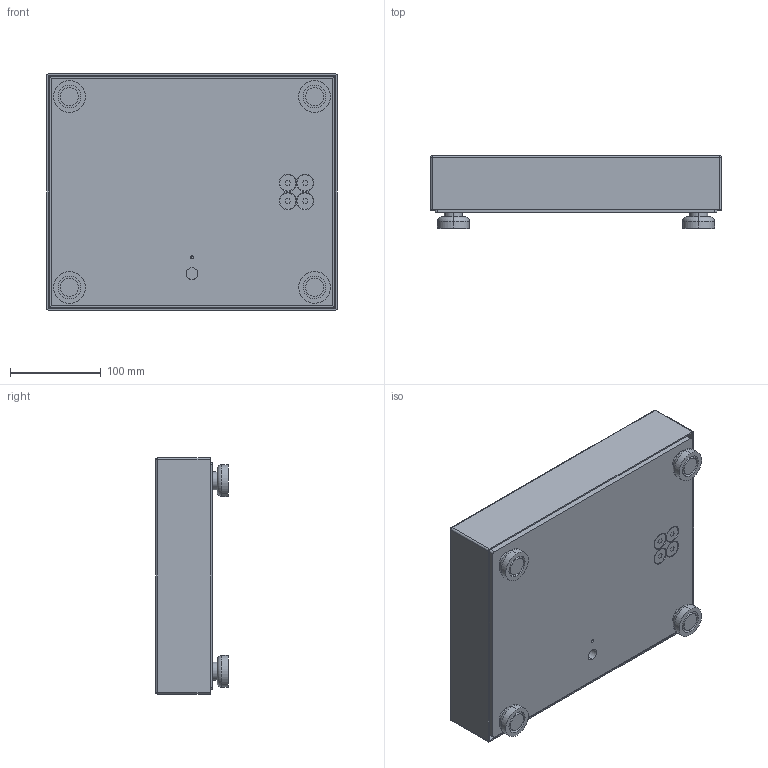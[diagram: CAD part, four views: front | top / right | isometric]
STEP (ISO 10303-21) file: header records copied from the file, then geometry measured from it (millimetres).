
FILE_DESCRIPTION (( 'STEP AP214' ), '1' );
FILE_NAME ('ASS-260x320x80²Õ¦X¥ó.STEP', '2023-03-25T02:30:49', ( '' ), ( '' ), 'SwSTEP 2.0', 'SolidWorks 2022', '' );
FILE_SCHEMA (( 'AUTOMOTIVE_DESIGN' ));
Length unit declared in the file: millimetre
Products named in the file (9): ASS-260x320x80組合件; 平頭內六角承窩螺絲_M8x1.25x20L; M8腳座; 4孔墊片; ASS-250x310下板; ASS254x314上板; ARI-187; ASS-260x320上蓋; 90_richco_hurc-4-01-clip_4-01 - 6.4mm Dia
Assembly tree (19 placements, depth 2):
  ASS-260x320x80組合件
    4孔墊片  x2
    平頭內六角承窩螺絲_M8x1.25x20L  x8
    M8腳座  x4
    90_richco_hurc-4-01-clip_4-01 - 6.4mm Dia
    ASS-250x310下板
    ARI-187
    ASS254x314上板
    ASS-260x320上蓋
Bounding box: 320 x 80 x 260 mm (x, y, z)
Volume: 1971662.9 mm3; surface area: 703451.9 mm2
Topology: 19 solids, 19 shells, 444 faces, 1026 edges, 636 vertices
Faces by surface type: cylinder 179, plane 164, cone 83, torus 8, bspline 6, sphere 4
Entity records: 8845 total; most frequent: CARTESIAN_POINT 1717, DIRECTION 1416, ORIENTED_EDGE 1232, EDGE_CURVE 616, AXIS2_PLACEMENT_3D 551, VERTEX_POINT 384, VECTOR 314, LINE 314
